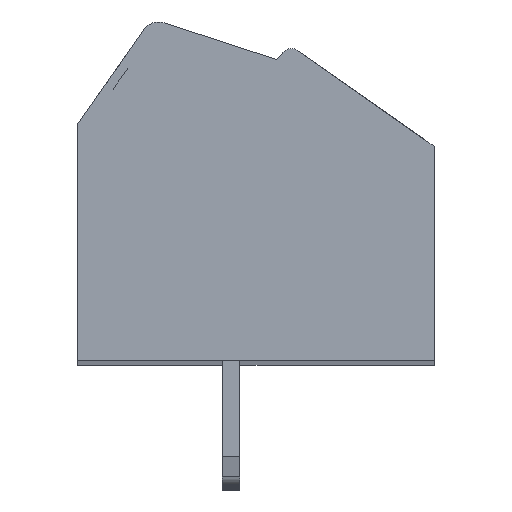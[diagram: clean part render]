
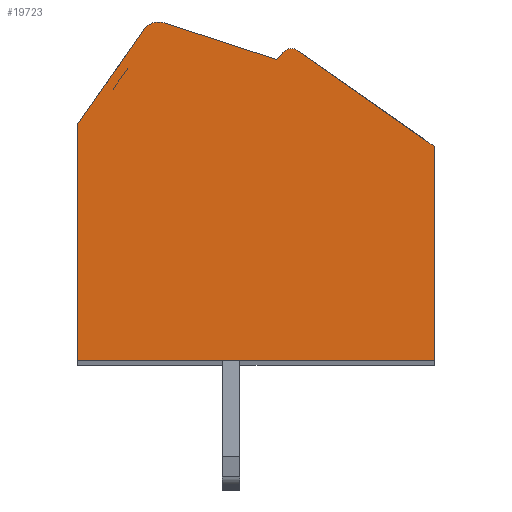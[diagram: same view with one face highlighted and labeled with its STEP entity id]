
A CAD part, top view. The second image highlights one B-rep face of the part: STEP entity #19723.
In plain terms, the highlighted planar face has unit normal (0, 0, 1).
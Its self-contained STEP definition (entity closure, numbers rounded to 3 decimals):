
#1671=DIRECTION('',(-0.951,0.309,0.));
#1672=VECTOR('',#1671,3.333);
#1673=CARTESIAN_POINT('',(0.588,3.695,1.75));
#1674=LINE('',#1673,#1672);
#1675=DIRECTION('',(-0.638,-0.77,0.));
#1676=VECTOR('',#1675,0.262);
#1677=CARTESIAN_POINT('',(0.755,3.897,1.75));
#1678=LINE('',#1677,#1676);
#1679=CARTESIAN_POINT('',(0.986,3.706,1.75));
#1680=DIRECTION('',(0.,0.,1.));
#1681=DIRECTION('',(0.574,0.819,0.));
#1682=AXIS2_PLACEMENT_3D('',#1679,#1680,#1681);
#1684=DIRECTION('',(-0.819,0.574,0.));
#1685=VECTOR('',#1684,4.691);
#1686=CARTESIAN_POINT('',(5.,1.261,1.75));
#1687=LINE('',#1686,#1685);
#1688=DIRECTION('',(0.,1.,0.));
#1689=VECTOR('',#1688,6.011);
#1690=CARTESIAN_POINT('',(5.,-4.75,1.75));
#1691=LINE('',#1690,#1689);
#1692=DIRECTION('',(1.,0.,0.));
#1693=VECTOR('',#1692,10.);
#1694=CARTESIAN_POINT('',(-5.,-4.75,1.75));
#1695=LINE('',#1694,#1693);
#1696=DIRECTION('',(0.,-1.,0.));
#1697=VECTOR('',#1696,6.64);
#1698=CARTESIAN_POINT('',(-5.,1.89,1.75));
#1699=LINE('',#1698,#1697);
#1700=DIRECTION('',(-0.574,-0.819,0.));
#1701=VECTOR('',#1700,3.231);
#1702=CARTESIAN_POINT('',(-3.147,4.537,1.75));
#1703=LINE('',#1702,#1701);
#1704=CARTESIAN_POINT('',(-2.737,4.25,1.75));
#1705=DIRECTION('',(0.,0.,1.));
#1706=DIRECTION('',(0.309,0.951,0.));
#1707=AXIS2_PLACEMENT_3D('',#1704,#1705,#1706);
#14159=CARTESIAN_POINT('',(0.588,3.695,1.75));
#14160=CARTESIAN_POINT('',(-2.583,4.726,1.75));
#14161=VERTEX_POINT('',#14159);
#14162=VERTEX_POINT('',#14160);
#14163=CARTESIAN_POINT('',(-3.147,4.537,1.75));
#14164=VERTEX_POINT('',#14163);
#14165=CARTESIAN_POINT('',(-5.,1.89,1.75));
#14166=VERTEX_POINT('',#14165);
#14167=CARTESIAN_POINT('',(-5.,-4.75,1.75));
#14168=VERTEX_POINT('',#14167);
#14169=CARTESIAN_POINT('',(5.,-4.75,1.75));
#14170=VERTEX_POINT('',#14169);
#14171=CARTESIAN_POINT('',(5.,1.261,1.75));
#14172=VERTEX_POINT('',#14171);
#14173=CARTESIAN_POINT('',(1.158,3.951,1.75));
#14174=VERTEX_POINT('',#14173);
#14175=CARTESIAN_POINT('',(0.755,3.897,1.75));
#14176=VERTEX_POINT('',#14175);
#19707=CARTESIAN_POINT('',(0.,0.,1.75));
#19708=DIRECTION('',(0.,0.,1.));
#19709=DIRECTION('',(1.,0.,0.));
#19710=AXIS2_PLACEMENT_3D('',#19707,#19708,#19709);
#19711=PLANE('',#19710);
#19712=ORIENTED_EDGE('',*,*,#18485,.F.);
#19713=ORIENTED_EDGE('',*,*,#18500,.F.);
#19714=ORIENTED_EDGE('',*,*,#18514,.F.);
#19715=ORIENTED_EDGE('',*,*,#18528,.F.);
#19716=ORIENTED_EDGE('',*,*,#18782,.F.);
#19717=ORIENTED_EDGE('',*,*,#19036,.F.);
#19718=ORIENTED_EDGE('',*,*,#19290,.F.);
#19719=ORIENTED_EDGE('',*,*,#19544,.F.);
#19720=ORIENTED_EDGE('',*,*,#19701,.F.);
#19721=EDGE_LOOP('',(#19712,#19713,#19714,#19715,#19716,#19717,#19718,#19719,
#19720));
#19722=FACE_OUTER_BOUND('',#19721,.F.);
#1683=CIRCLE('',#1682,0.3);
#1708=CIRCLE('',#1707,0.5);
#18485=EDGE_CURVE('',#14161,#14162,#1674,.T.);
#18500=EDGE_CURVE('',#14176,#14161,#1678,.T.);
#18514=EDGE_CURVE('',#14174,#14176,#1683,.T.);
#18528=EDGE_CURVE('',#14172,#14174,#1687,.T.);
#18782=EDGE_CURVE('',#14170,#14172,#1691,.T.);
#19036=EDGE_CURVE('',#14168,#14170,#1695,.T.);
#19290=EDGE_CURVE('',#14166,#14168,#1699,.T.);
#19544=EDGE_CURVE('',#14164,#14166,#1703,.T.);
#19701=EDGE_CURVE('',#14162,#14164,#1708,.T.);
#19723=ADVANCED_FACE('',(#19722),#19711,.T.);
